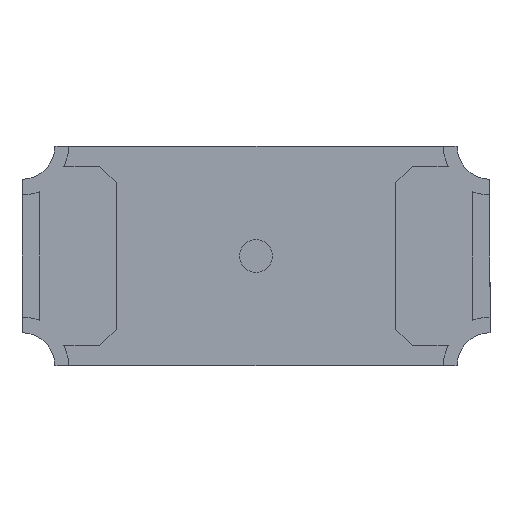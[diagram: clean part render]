
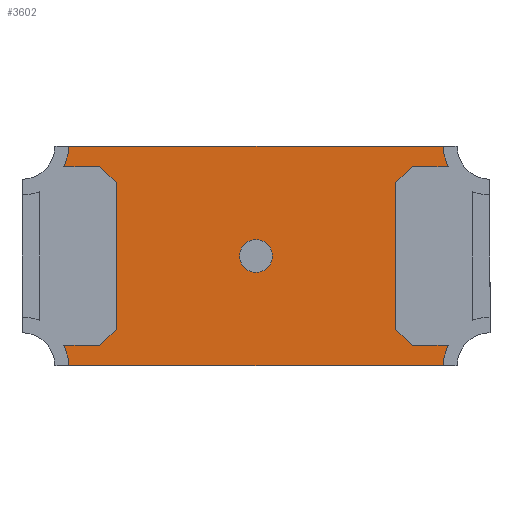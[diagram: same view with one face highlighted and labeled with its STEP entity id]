
A CAD part, front view. The second image highlights one B-rep face of the part: STEP entity #3602.
In plain terms, the highlighted planar face has unit normal (0, -1, 0).
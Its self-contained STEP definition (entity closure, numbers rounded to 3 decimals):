
#11 = CIRCLE ( 'NONE', #2855, 0.318 ) ;
#24 = CARTESIAN_POINT ( 'NONE',  ( -1.315, 0., 0.609 ) ) ;
#98 = EDGE_CURVE ( 'NONE', #3002, #2869, #1294, .T. ) ;
#100 = ORIENTED_EDGE ( 'NONE', *, *, #500, .F. ) ;
#103 = ORIENTED_EDGE ( 'NONE', *, *, #815, .F. ) ;
#107 = ORIENTED_EDGE ( 'NONE', *, *, #909, .F. ) ;
#133 = LINE ( 'NONE', #637, #246 ) ;
#134 = EDGE_LOOP ( 'NONE', ( #4330, #468 ) ) ;
#143 = CARTESIAN_POINT ( 'NONE',  ( 1.6, 0., -0.75 ) ) ;
#168 = DIRECTION ( 'NONE',  ( 0., 0., 1. ) ) ;
#214 = VERTEX_POINT ( 'NONE', #3820 ) ;
#246 = VECTOR ( 'NONE', #891, 1000. ) ;
#247 = CARTESIAN_POINT ( 'NONE',  ( -1.315, 0., 0.609 ) ) ;
#362 = CARTESIAN_POINT ( 'NONE',  ( 1.315, 0., -0.609 ) ) ;
#366 = VERTEX_POINT ( 'NONE', #1281 ) ;
#455 = CARTESIAN_POINT ( 'NONE',  ( 1.6, 0., -0.75 ) ) ;
#463 = CARTESIAN_POINT ( 'NONE',  ( 0., 0., 0. ) ) ;
#468 = ORIENTED_EDGE ( 'NONE', *, *, #1789, .F. ) ;
#492 = DIRECTION ( 'NONE',  ( 0., 1., 0. ) ) ;
#500 = EDGE_CURVE ( 'NONE', #2869, #214, #133, .T. ) ;
#562 = AXIS2_PLACEMENT_3D ( 'NONE', #143, #1810, #2085 ) ;
#565 = CIRCLE ( 'NONE', #3536, 0.113 ) ;
#624 = CARTESIAN_POINT ( 'NONE',  ( 1.315, 0., -0.609 ) ) ;
#637 = CARTESIAN_POINT ( 'NONE',  ( -1.315, 0., -0.609 ) ) ;
#639 = VERTEX_POINT ( 'NONE', #2012 ) ;
#676 = EDGE_CURVE ( 'NONE', #733, #3948, #1006, .T. ) ;
#690 = ORIENTED_EDGE ( 'NONE', *, *, #3471, .F. ) ;
#733 = VERTEX_POINT ( 'NONE', #2872 ) ;
#794 = DIRECTION ( 'NONE',  ( 0., 0., 1. ) ) ;
#802 = CARTESIAN_POINT ( 'NONE',  ( 1.07, 0., -0.609 ) ) ;
#815 = EDGE_CURVE ( 'NONE', #4102, #1059, #825, .T. ) ;
#825 = LINE ( 'NONE', #2279, #884 ) ;
#884 = VECTOR ( 'NONE', #4282, 1000. ) ;
#891 = DIRECTION ( 'NONE',  ( 1., 0., 0. ) ) ;
#909 = EDGE_CURVE ( 'NONE', #2382, #3686, #2245, .T. ) ;
#940 = DIRECTION ( 'NONE',  ( -0.734, 0., -0.679 ) ) ;
#944 = CARTESIAN_POINT ( 'NONE',  ( 1.6, 0., 0.75 ) ) ;
#1006 = LINE ( 'NONE', #3934, #2201 ) ;
#1015 = CARTESIAN_POINT ( 'NONE',  ( 0., 0., 0. ) ) ;
#1059 = VERTEX_POINT ( 'NONE', #2194 ) ;
#1106 = CARTESIAN_POINT ( 'NONE',  ( -1.282, 0., -0.75 ) ) ;
#1108 = CIRCLE ( 'NONE', #2100, 0.113 ) ;
#1201 = ORIENTED_EDGE ( 'NONE', *, *, #1295, .F. ) ;
#1202 = ORIENTED_EDGE ( 'NONE', *, *, #2564, .F. ) ;
#1281 = CARTESIAN_POINT ( 'NONE',  ( -1.282, 0., 0.75 ) ) ;
#1294 = CIRCLE ( 'NONE', #1821, 0.318 ) ;
#1295 = EDGE_CURVE ( 'NONE', #639, #4102, #1537, .T. ) ;
#1320 = LINE ( 'NONE', #3986, #1723 ) ;
#1345 = EDGE_CURVE ( 'NONE', #2817, #1416, #1108, .T. ) ;
#1352 = VECTOR ( 'NONE', #3316, 1000. ) ;
#1416 = VERTEX_POINT ( 'NONE', #4042 ) ;
#1427 = VECTOR ( 'NONE', #1506, 1000. ) ;
#1494 = CARTESIAN_POINT ( 'NONE',  ( -1.315, 0., -0.609 ) ) ;
#1506 = DIRECTION ( 'NONE',  ( -1., 0., 0. ) ) ;
#1511 = DIRECTION ( 'NONE',  ( 0., 0., -1. ) ) ;
#1531 = CARTESIAN_POINT ( 'NONE',  ( 0., 0., 0. ) ) ;
#1534 = AXIS2_PLACEMENT_3D ( 'NONE', #4166, #1831, #168 ) ;
#1537 = LINE ( 'NONE', #2350, #3799 ) ;
#1557 = CARTESIAN_POINT ( 'NONE',  ( 0.956, 0., 0.504 ) ) ;
#1619 = CARTESIAN_POINT ( 'NONE',  ( 0., 0., -0.113 ) ) ;
#1620 = CARTESIAN_POINT ( 'NONE',  ( 0.956, 0., 0.504 ) ) ;
#1634 = ORIENTED_EDGE ( 'NONE', *, *, #98, .F. ) ;
#1671 = DIRECTION ( 'NONE',  ( 0., -1., 0. ) ) ;
#1723 = VECTOR ( 'NONE', #940, 1000. ) ;
#1777 = VECTOR ( 'NONE', #3569, 1000. ) ;
#1786 = VERTEX_POINT ( 'NONE', #802 ) ;
#1789 = EDGE_CURVE ( 'NONE', #1416, #2817, #565, .T. ) ;
#1810 = DIRECTION ( 'NONE',  ( 0., -1., 0. ) ) ;
#1821 = AXIS2_PLACEMENT_3D ( 'NONE', #2535, #3500, #2804 ) ;
#1831 = DIRECTION ( 'NONE',  ( 0., -1., 0. ) ) ;
#1848 = EDGE_CURVE ( 'NONE', #214, #639, #3092, .T. ) ;
#1853 = DIRECTION ( 'NONE',  ( 0., 0., -1. ) ) ;
#1880 = FACE_OUTER_BOUND ( 'NONE', #4248, .T. ) ;
#2002 = EDGE_CURVE ( 'NONE', #3784, #733, #11, .T. ) ;
#2012 = CARTESIAN_POINT ( 'NONE',  ( -0.956, 0., -0.504 ) ) ;
#2080 = EDGE_CURVE ( 'NONE', #1786, #2382, #3144, .T. ) ;
#2085 = DIRECTION ( 'NONE',  ( 0., 0., 1. ) ) ;
#2100 = AXIS2_PLACEMENT_3D ( 'NONE', #1015, #1671, #2649 ) ;
#2118 = ORIENTED_EDGE ( 'NONE', *, *, #2002, .F. ) ;
#2136 = DIRECTION ( 'NONE',  ( 0.734, 0., -0.679 ) ) ;
#2169 = AXIS2_PLACEMENT_3D ( 'NONE', #1531, #492, #794 ) ;
#2194 = CARTESIAN_POINT ( 'NONE',  ( -1.07, 0., 0.609 ) ) ;
#2201 = VECTOR ( 'NONE', #3245, 1000. ) ;
#2208 = CARTESIAN_POINT ( 'NONE',  ( -1.07, 0., -0.609 ) ) ;
#2245 = CIRCLE ( 'NONE', #562, 0.318 ) ;
#2251 = VERTEX_POINT ( 'NONE', #1620 ) ;
#2271 = CIRCLE ( 'NONE', #1534, 0.318 ) ;
#2279 = CARTESIAN_POINT ( 'NONE',  ( -1.07, 0., 0.609 ) ) ;
#2306 = LINE ( 'NONE', #1557, #3778 ) ;
#2322 = DIRECTION ( 'NONE',  ( 0., 0., 1. ) ) ;
#2350 = CARTESIAN_POINT ( 'NONE',  ( -0.956, 0., 0.504 ) ) ;
#2382 = VERTEX_POINT ( 'NONE', #362 ) ;
#2390 = VERTEX_POINT ( 'NONE', #24 ) ;
#2407 = ORIENTED_EDGE ( 'NONE', *, *, #2725, .F. ) ;
#2440 = ORIENTED_EDGE ( 'NONE', *, *, #4138, .F. ) ;
#2464 = VECTOR ( 'NONE', #2495, 1000. ) ;
#2495 = DIRECTION ( 'NONE',  ( -1., 0., 0. ) ) ;
#2535 = CARTESIAN_POINT ( 'NONE',  ( -1.6, 0., -0.75 ) ) ;
#2564 = EDGE_CURVE ( 'NONE', #3200, #1786, #3289, .T. ) ;
#2602 = CARTESIAN_POINT ( 'NONE',  ( 1.282, 0., 0.75 ) ) ;
#2608 = DIRECTION ( 'NONE',  ( 0., -1., 0. ) ) ;
#2649 = DIRECTION ( 'NONE',  ( 0., 0., -1. ) ) ;
#2685 = LINE ( 'NONE', #3234, #1777 ) ;
#2725 = EDGE_CURVE ( 'NONE', #1059, #2390, #4114, .T. ) ;
#2735 = ORIENTED_EDGE ( 'NONE', *, *, #3645, .F. ) ;
#2804 = DIRECTION ( 'NONE',  ( 0., 0., -1. ) ) ;
#2817 = VERTEX_POINT ( 'NONE', #1619 ) ;
#2827 = FACE_BOUND ( 'NONE', #134, .T. ) ;
#2855 = AXIS2_PLACEMENT_3D ( 'NONE', #944, #2608, #3989 ) ;
#2860 = DIRECTION ( 'NONE',  ( 0.734, 0., 0.679 ) ) ;
#2869 = VERTEX_POINT ( 'NONE', #1494 ) ;
#2872 = CARTESIAN_POINT ( 'NONE',  ( 1.315, 0., 0.609 ) ) ;
#2998 = VECTOR ( 'NONE', #2860, 1000. ) ;
#3002 = VERTEX_POINT ( 'NONE', #1106 ) ;
#3040 = ORIENTED_EDGE ( 'NONE', *, *, #2080, .F. ) ;
#3071 = CARTESIAN_POINT ( 'NONE',  ( 1.07, 0., 0.609 ) ) ;
#3076 = EDGE_CURVE ( 'NONE', #3686, #3002, #3343, .T. ) ;
#3092 = LINE ( 'NONE', #2208, #2998 ) ;
#3144 = LINE ( 'NONE', #624, #1352 ) ;
#3200 = VERTEX_POINT ( 'NONE', #3489 ) ;
#3203 = ORIENTED_EDGE ( 'NONE', *, *, #676, .F. ) ;
#3234 = CARTESIAN_POINT ( 'NONE',  ( 1.6, 0., 0.75 ) ) ;
#3245 = DIRECTION ( 'NONE',  ( -1., 0., 0. ) ) ;
#3289 = LINE ( 'NONE', #3838, #4072 ) ;
#3316 = DIRECTION ( 'NONE',  ( 1., 0., 0. ) ) ;
#3343 = LINE ( 'NONE', #455, #2464 ) ;
#3471 = EDGE_CURVE ( 'NONE', #366, #3784, #2685, .T. ) ;
#3489 = CARTESIAN_POINT ( 'NONE',  ( 0.956, 0., -0.504 ) ) ;
#3500 = DIRECTION ( 'NONE',  ( 0., -1., 0. ) ) ;
#3528 = EDGE_CURVE ( 'NONE', #3948, #2251, #1320, .T. ) ;
#3534 = DIRECTION ( 'NONE',  ( 0., -1., 0. ) ) ;
#3536 = AXIS2_PLACEMENT_3D ( 'NONE', #463, #3534, #1511 ) ;
#3553 = PLANE ( 'NONE',  #2169 ) ;
#3569 = DIRECTION ( 'NONE',  ( 1., 0., 0. ) ) ;
#3577 = CARTESIAN_POINT ( 'NONE',  ( 1.282, 0., -0.75 ) ) ;
#3602 = ADVANCED_FACE ( 'NONE', ( #2827, #1880 ), #3553, .F. ) ;
#3645 = EDGE_CURVE ( 'NONE', #2251, #3200, #2306, .T. ) ;
#3686 = VERTEX_POINT ( 'NONE', #3577 ) ;
#3778 = VECTOR ( 'NONE', #1853, 1000. ) ;
#3784 = VERTEX_POINT ( 'NONE', #2602 ) ;
#3799 = VECTOR ( 'NONE', #2322, 1000. ) ;
#3820 = CARTESIAN_POINT ( 'NONE',  ( -1.07, 0., -0.609 ) ) ;
#3838 = CARTESIAN_POINT ( 'NONE',  ( 1.07, 0., -0.609 ) ) ;
#3934 = CARTESIAN_POINT ( 'NONE',  ( 1.315, 0., 0.609 ) ) ;
#3948 = VERTEX_POINT ( 'NONE', #3071 ) ;
#3949 = ORIENTED_EDGE ( 'NONE', *, *, #3528, .F. ) ;
#3986 = CARTESIAN_POINT ( 'NONE',  ( 1.07, 0., 0.609 ) ) ;
#3989 = DIRECTION ( 'NONE',  ( 0., 0., -1. ) ) ;
#4014 = ORIENTED_EDGE ( 'NONE', *, *, #1848, .F. ) ;
#4042 = CARTESIAN_POINT ( 'NONE',  ( 0., 0., 0.113 ) ) ;
#4053 = ORIENTED_EDGE ( 'NONE', *, *, #3076, .F. ) ;
#4072 = VECTOR ( 'NONE', #2136, 1000. ) ;
#4102 = VERTEX_POINT ( 'NONE', #4185 ) ;
#4114 = LINE ( 'NONE', #247, #1427 ) ;
#4138 = EDGE_CURVE ( 'NONE', #2390, #366, #2271, .T. ) ;
#4166 = CARTESIAN_POINT ( 'NONE',  ( -1.6, 0., 0.75 ) ) ;
#4185 = CARTESIAN_POINT ( 'NONE',  ( -0.956, 0., 0.504 ) ) ;
#4248 = EDGE_LOOP ( 'NONE', ( #690, #2440, #2407, #103, #1201, #4014, #100, #1634, #4053, #107, #3040, #1202, #2735, #3949, #3203, #2118 ) ) ;
#4282 = DIRECTION ( 'NONE',  ( -0.734, 0., 0.679 ) ) ;
#4330 = ORIENTED_EDGE ( 'NONE', *, *, #1345, .F. ) ;
